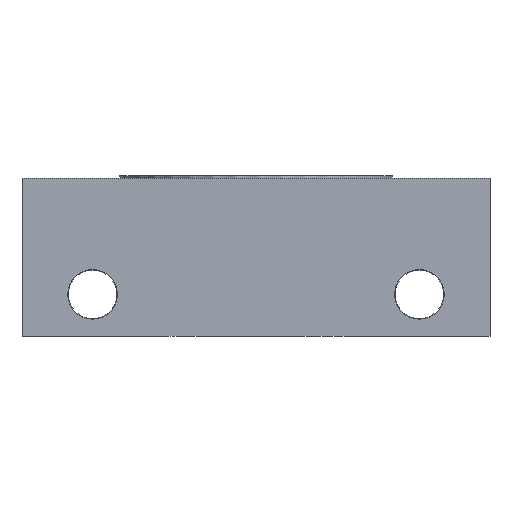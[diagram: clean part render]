
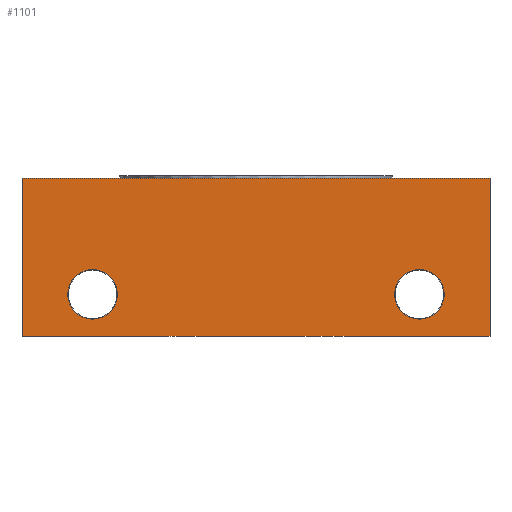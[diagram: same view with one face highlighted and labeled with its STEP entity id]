
A CAD part, front view. The second image highlights one B-rep face of the part: STEP entity #1101.
In plain terms, the highlighted planar face has unit normal (0, -1, 0).
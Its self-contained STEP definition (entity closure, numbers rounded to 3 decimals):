
#38=PLANE('',#1235);
#107=FACE_BOUND('',#465,.T.);
#108=FACE_BOUND('',#466,.T.);
#122=CIRCLE('',#1123,10.);
#124=CIRCLE('',#1126,10.);
#336=FACE_OUTER_BOUND('',#464,.T.);
#464=EDGE_LOOP('',(#1020,#1021,#1022,#1023));
#465=EDGE_LOOP('',(#1024));
#466=EDGE_LOOP('',(#1025));
#495=LINE('',#2044,#533);
#508=LINE('',#2076,#546);
#511=LINE('',#2082,#549);
#512=LINE('',#2085,#550);
#533=VECTOR('',#1479,189.);
#546=VECTOR('',#1520,189.);
#549=VECTOR('',#1529,64.);
#550=VECTOR('',#1534,64.);
#592=VERTEX_POINT('',#1862);
#594=VERTEX_POINT('',#1867);
#662=VERTEX_POINT('',#2041);
#663=VERTEX_POINT('',#2043);
#667=VERTEX_POINT('',#2073);
#668=VERTEX_POINT('',#2075);
#698=EDGE_CURVE('',#592,#592,#122,.T.);
#700=EDGE_CURVE('',#594,#594,#124,.T.);
#775=EDGE_CURVE('',#662,#663,#495,.T.);
#788=EDGE_CURVE('',#667,#668,#508,.T.);
#791=EDGE_CURVE('',#663,#667,#511,.T.);
#792=EDGE_CURVE('',#662,#668,#512,.T.);
#1020=ORIENTED_EDGE('',*,*,#775,.F.);
#1021=ORIENTED_EDGE('',*,*,#792,.T.);
#1022=ORIENTED_EDGE('',*,*,#788,.F.);
#1023=ORIENTED_EDGE('',*,*,#791,.F.);
#1024=ORIENTED_EDGE('',*,*,#698,.F.);
#1025=ORIENTED_EDGE('',*,*,#700,.F.);
#1101=ADVANCED_FACE('',(#336,#107,#108),#38,.F.);
#1123=AXIS2_PLACEMENT_3D('',#1863,#1275,#1276);
#1126=AXIS2_PLACEMENT_3D('',#1868,#1281,#1282);
#1235=AXIS2_PLACEMENT_3D('',#2084,#1532,#1533);
#1275=DIRECTION('center_axis',(0.,-1.,0.));
#1276=DIRECTION('ref_axis',(0.,0.,-1.));
#1281=DIRECTION('center_axis',(0.,-1.,0.));
#1282=DIRECTION('ref_axis',(0.,0.,-1.));
#1479=DIRECTION('',(1.,0.,0.));
#1520=DIRECTION('',(-1.,0.,0.));
#1529=DIRECTION('',(0.,0.,-1.));
#1532=DIRECTION('center_axis',(0.,1.,0.));
#1533=DIRECTION('ref_axis',(0.,0.,1.));
#1534=DIRECTION('',(0.,0.,-1.));
#1862=CARTESIAN_POINT('',(-66.,-57.5,-28.));
#1863=CARTESIAN_POINT('Origin',(-66.,-57.5,-18.));
#1867=CARTESIAN_POINT('',(66.,-57.5,-28.));
#1868=CARTESIAN_POINT('Origin',(66.,-57.5,-18.));
#2041=CARTESIAN_POINT('',(-94.5,-57.5,29.));
#2043=CARTESIAN_POINT('',(94.5,-57.5,29.));
#2044=CARTESIAN_POINT('',(-94.5,-57.5,29.));
#2073=CARTESIAN_POINT('',(94.5,-57.5,-35.));
#2075=CARTESIAN_POINT('',(-94.5,-57.5,-35.));
#2076=CARTESIAN_POINT('',(94.5,-57.5,-35.));
#2082=CARTESIAN_POINT('',(94.5,-57.5,29.));
#2084=CARTESIAN_POINT('Origin',(94.5,-57.5,30.));
#2085=CARTESIAN_POINT('',(-94.5,-57.5,29.));
